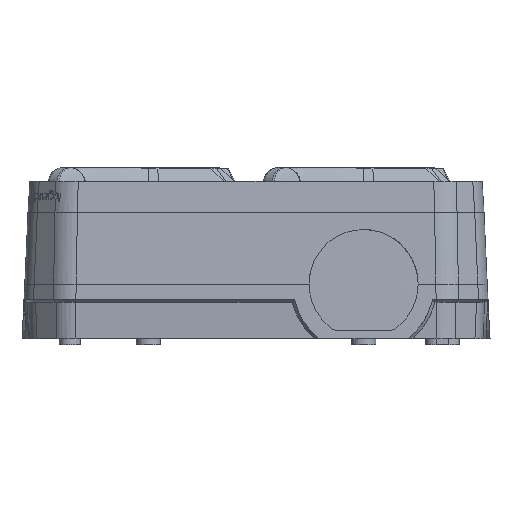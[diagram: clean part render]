
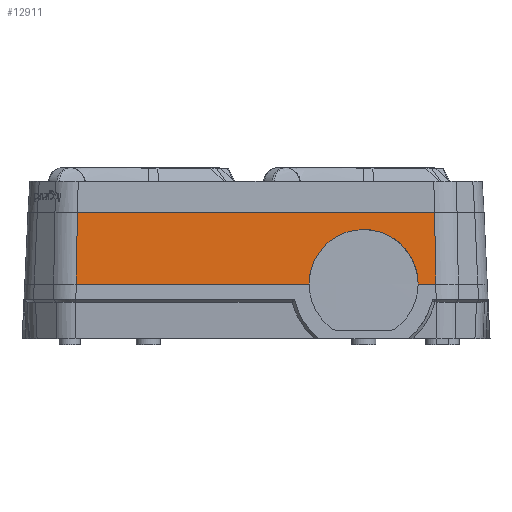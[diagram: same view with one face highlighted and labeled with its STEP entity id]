
A CAD part, left-side view. The second image highlights one B-rep face of the part: STEP entity #12911.
In plain terms, the highlighted planar face has unit normal (-0.999, 0, 0.044).
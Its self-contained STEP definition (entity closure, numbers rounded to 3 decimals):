
#12842=AXIS2_PLACEMENT_3D('Plane Axis2P3D',#12839,#12840,#12841) ;
#12627=CARTESIAN_POINT('Vertex',(-39.747,-23.432,43.7)) ;
#12732=CARTESIAN_POINT('Vertex',(-39.747,94.432,43.7)) ;
#12735=CARTESIAN_POINT('Line Origine',(-39.747,35.5,43.7)) ;
#12839=CARTESIAN_POINT('Axis2P3D Location',(-40.264,35.5,31.85)) ;
#12844=CARTESIAN_POINT('Line Origine',(-40.782,-20.93,20.)) ;
#12848=CARTESIAN_POINT('Vertex',(-40.782,-23.861,20.)) ;
#12850=CARTESIAN_POINT('Vertex',(-40.782,-18.,20.)) ;
#12853=CARTESIAN_POINT('Line Origine',(-40.264,-23.647,31.85)) ;
#12858=CARTESIAN_POINT('Line Origine',(-40.264,94.647,31.85)) ;
#12862=CARTESIAN_POINT('Vertex',(-40.782,94.861,20.)) ;
#12865=CARTESIAN_POINT('Line Origine',(-40.782,56.43,20.)) ;
#12869=CARTESIAN_POINT('Vertex',(-40.782,18.,20.)) ;
#12873=CARTESIAN_POINT('Control Point',(-39.996,0.,38.)) ;
#12874=CARTESIAN_POINT('Control Point',(-39.996,2.083,38.)) ;
#12875=CARTESIAN_POINT('Control Point',(-40.009,4.166,37.699)) ;
#12876=CARTESIAN_POINT('Control Point',(-40.035,6.19,37.096)) ;
#12877=CARTESIAN_POINT('Control Point',(-40.113,10.008,35.322)) ;
#12878=CARTESIAN_POINT('Control Point',(-40.234,13.167,32.54)) ;
#12879=CARTESIAN_POINT('Control Point',(-40.305,14.533,30.927)) ;
#12880=CARTESIAN_POINT('Control Point',(-40.438,16.441,27.864)) ;
#12881=CARTESIAN_POINT('Control Point',(-40.588,17.538,24.445)) ;
#12882=CARTESIAN_POINT('Control Point',(-40.652,17.846,22.977)) ;
#12883=CARTESIAN_POINT('Control Point',(-40.717,18.,21.489)) ;
#12884=CARTESIAN_POINT('Control Point',(-40.782,18.,20.)) ;
#12885=CARTESIAN_POINT('Vertex',(-39.996,0.,38.)) ;
#12889=CARTESIAN_POINT('Control Point',(-39.996,0.,38.)) ;
#12890=CARTESIAN_POINT('Control Point',(-39.996,-2.083,38.)) ;
#12891=CARTESIAN_POINT('Control Point',(-40.009,-4.166,37.699)) ;
#12892=CARTESIAN_POINT('Control Point',(-40.035,-6.19,37.096)) ;
#12893=CARTESIAN_POINT('Control Point',(-40.113,-10.008,35.322)) ;
#12894=CARTESIAN_POINT('Control Point',(-40.234,-13.167,32.54)) ;
#12895=CARTESIAN_POINT('Control Point',(-40.305,-14.533,30.927)) ;
#12896=CARTESIAN_POINT('Control Point',(-40.438,-16.441,27.864)) ;
#12897=CARTESIAN_POINT('Control Point',(-40.588,-17.538,24.445)) ;
#12898=CARTESIAN_POINT('Control Point',(-40.652,-17.846,22.977)) ;
#12899=CARTESIAN_POINT('Control Point',(-40.717,-18.,21.489)) ;
#12900=CARTESIAN_POINT('Control Point',(-40.782,-18.,20.)) ;
#12736=DIRECTION('Vector Direction',(0.,-1.,0.)) ;
#12840=DIRECTION('Axis2P3D Direction',(-0.999,0.,0.044)) ;
#12841=DIRECTION('Axis2P3D XDirection',(0.,1.,0.)) ;
#12845=DIRECTION('Vector Direction',(0.,1.,0.)) ;
#12854=DIRECTION('Vector Direction',(0.044,0.018,0.999)) ;
#12859=DIRECTION('Vector Direction',(0.044,-0.018,0.999)) ;
#12866=DIRECTION('Vector Direction',(0.,1.,0.)) ;
#12737=VECTOR('Line Direction',#12736,1.) ;
#12846=VECTOR('Line Direction',#12845,1.) ;
#12855=VECTOR('Line Direction',#12854,1.) ;
#12860=VECTOR('Line Direction',#12859,1.) ;
#12867=VECTOR('Line Direction',#12866,1.) ;
#12903=ORIENTED_EDGE('',*,*,#12852,.F.) ;
#12904=ORIENTED_EDGE('',*,*,#12857,.T.) ;
#12905=ORIENTED_EDGE('',*,*,#12739,.F.) ;
#12906=ORIENTED_EDGE('',*,*,#12864,.F.) ;
#12907=ORIENTED_EDGE('',*,*,#12871,.F.) ;
#12908=ORIENTED_EDGE('',*,*,#12887,.F.) ;
#12909=ORIENTED_EDGE('',*,*,#12901,.T.) ;
#12911=ADVANCED_FACE('Cadre',(#12910),#12843,.T.) ;
#12872=B_SPLINE_CURVE_WITH_KNOTS('',5,(#12873,#12874,#12875,#12876,#12877,#12878,#12879,#12880,#12881,#12882,#12883,#12884),.UNSPECIFIED.,.F.,.U.,(6,3,3,6),(0.,18.038,36.091,48.996),.UNSPECIFIED.) ;
#12888=B_SPLINE_CURVE_WITH_KNOTS('',5,(#12889,#12890,#12891,#12892,#12893,#12894,#12895,#12896,#12897,#12898,#12899,#12900),.UNSPECIFIED.,.F.,.U.,(6,3,3,6),(0.,18.038,36.091,48.996),.UNSPECIFIED.) ;
#12739=EDGE_CURVE('',#12733,#12628,#12738,.T.) ;
#12852=EDGE_CURVE('',#12849,#12851,#12847,.T.) ;
#12857=EDGE_CURVE('',#12849,#12628,#12856,.T.) ;
#12864=EDGE_CURVE('',#12863,#12733,#12861,.T.) ;
#12871=EDGE_CURVE('',#12870,#12863,#12868,.T.) ;
#12887=EDGE_CURVE('',#12886,#12870,#12872,.T.) ;
#12901=EDGE_CURVE('',#12886,#12851,#12888,.T.) ;
#12902=EDGE_LOOP('',(#12903,#12904,#12905,#12906,#12907,#12908,#12909)) ;
#12910=FACE_OUTER_BOUND('',#12902,.T.) ;
#12738=LINE('Line',#12735,#12737) ;
#12847=LINE('Line',#12844,#12846) ;
#12856=LINE('Line',#12853,#12855) ;
#12861=LINE('Line',#12858,#12860) ;
#12868=LINE('Line',#12865,#12867) ;
#12843=PLANE('',#12842) ;
#12628=VERTEX_POINT('',#12627) ;
#12733=VERTEX_POINT('',#12732) ;
#12849=VERTEX_POINT('',#12848) ;
#12851=VERTEX_POINT('',#12850) ;
#12863=VERTEX_POINT('',#12862) ;
#12870=VERTEX_POINT('',#12869) ;
#12886=VERTEX_POINT('',#12885) ;
